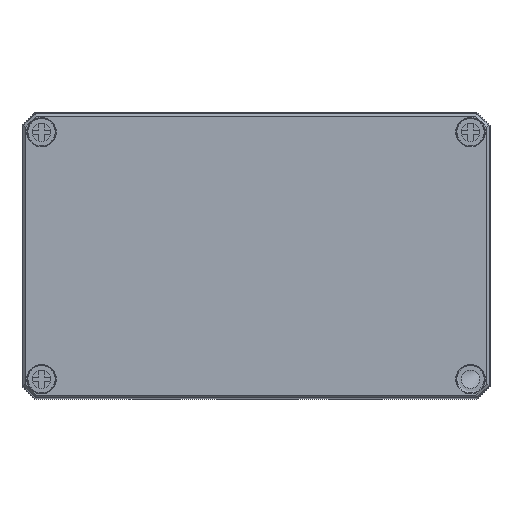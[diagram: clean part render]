
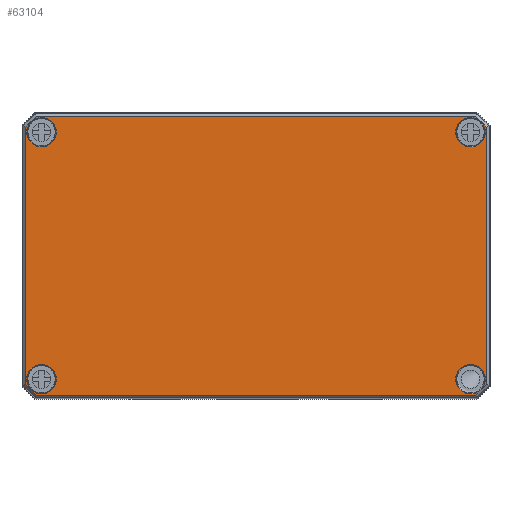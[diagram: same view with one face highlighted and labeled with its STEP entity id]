
A CAD part, top view. The second image highlights one B-rep face of the part: STEP entity #63104.
In plain terms, the highlighted face is planar.
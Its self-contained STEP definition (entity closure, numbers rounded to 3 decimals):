
#4620=FACE_BOUND('',#13272,.T.);
#4621=FACE_BOUND('',#13273,.T.);
#4622=FACE_BOUND('',#13274,.T.);
#4623=FACE_BOUND('',#13275,.T.);
#5862=PLANE('',#66739);
#9410=FACE_OUTER_BOUND('',#13271,.T.);
#13271=EDGE_LOOP('',(#57124,#57125,#57126,#57127,#57128,#57129,#57130,#57131));
#13272=EDGE_LOOP('',(#57132,#57133));
#13273=EDGE_LOOP('',(#57134,#57135));
#13274=EDGE_LOOP('',(#57136,#57137));
#13275=EDGE_LOOP('',(#57138,#57139));
#18265=LINE('',#111198,#23233);
#18266=LINE('',#111200,#23234);
#18267=LINE('',#111202,#23235);
#18268=LINE('',#111204,#23236);
#18269=LINE('',#111206,#23237);
#18270=LINE('',#111208,#23238);
#18271=LINE('',#111210,#23239);
#18272=LINE('',#111211,#23240);
#23233=VECTOR('',#78184,10.);
#23234=VECTOR('',#78185,10.);
#23235=VECTOR('',#78186,10.);
#23236=VECTOR('',#78187,10.);
#23237=VECTOR('',#78188,10.);
#23238=VECTOR('',#78189,10.);
#23239=VECTOR('',#78190,10.);
#23240=VECTOR('',#78191,10.);
#24986=CIRCLE('',#66728,5.672);
#24991=CIRCLE('',#66733,5.672);
#24996=CIRCLE('',#66740,5.672);
#24997=CIRCLE('',#66741,5.672);
#24998=CIRCLE('',#66742,5.672);
#24999=CIRCLE('',#66743,5.672);
#25000=CIRCLE('',#66744,5.672);
#25001=CIRCLE('',#66745,5.672);
#30848=VERTEX_POINT('',#111099);
#30849=VERTEX_POINT('',#111100);
#30870=VERTEX_POINT('',#111196);
#30871=VERTEX_POINT('',#111197);
#30872=VERTEX_POINT('',#111199);
#30873=VERTEX_POINT('',#111201);
#30874=VERTEX_POINT('',#111203);
#30875=VERTEX_POINT('',#111205);
#30876=VERTEX_POINT('',#111207);
#30877=VERTEX_POINT('',#111209);
#30878=VERTEX_POINT('',#111212);
#30879=VERTEX_POINT('',#111213);
#30880=VERTEX_POINT('',#111216);
#30881=VERTEX_POINT('',#111217);
#30882=VERTEX_POINT('',#111220);
#30883=VERTEX_POINT('',#111221);
#39681=EDGE_CURVE('',#30848,#30849,#24986,.T.);
#39686=EDGE_CURVE('',#30849,#30848,#24991,.T.);
#39705=EDGE_CURVE('',#30870,#30871,#18265,.T.);
#39706=EDGE_CURVE('',#30872,#30870,#18266,.T.);
#39707=EDGE_CURVE('',#30873,#30872,#18267,.T.);
#39708=EDGE_CURVE('',#30874,#30873,#18268,.T.);
#39709=EDGE_CURVE('',#30875,#30874,#18269,.T.);
#39710=EDGE_CURVE('',#30876,#30875,#18270,.T.);
#39711=EDGE_CURVE('',#30877,#30876,#18271,.T.);
#39712=EDGE_CURVE('',#30871,#30877,#18272,.T.);
#39713=EDGE_CURVE('',#30878,#30879,#24996,.T.);
#39714=EDGE_CURVE('',#30879,#30878,#24997,.T.);
#39715=EDGE_CURVE('',#30880,#30881,#24998,.T.);
#39716=EDGE_CURVE('',#30881,#30880,#24999,.T.);
#39717=EDGE_CURVE('',#30882,#30883,#25000,.T.);
#39718=EDGE_CURVE('',#30883,#30882,#25001,.T.);
#57124=ORIENTED_EDGE('',*,*,#39705,.F.);
#57125=ORIENTED_EDGE('',*,*,#39706,.F.);
#57126=ORIENTED_EDGE('',*,*,#39707,.F.);
#57127=ORIENTED_EDGE('',*,*,#39708,.F.);
#57128=ORIENTED_EDGE('',*,*,#39709,.F.);
#57129=ORIENTED_EDGE('',*,*,#39710,.F.);
#57130=ORIENTED_EDGE('',*,*,#39711,.F.);
#57131=ORIENTED_EDGE('',*,*,#39712,.F.);
#57132=ORIENTED_EDGE('',*,*,#39713,.F.);
#57133=ORIENTED_EDGE('',*,*,#39714,.F.);
#57134=ORIENTED_EDGE('',*,*,#39715,.F.);
#57135=ORIENTED_EDGE('',*,*,#39716,.F.);
#57136=ORIENTED_EDGE('',*,*,#39717,.F.);
#57137=ORIENTED_EDGE('',*,*,#39718,.F.);
#57138=ORIENTED_EDGE('',*,*,#39681,.F.);
#57139=ORIENTED_EDGE('',*,*,#39686,.F.);
#63104=ADVANCED_FACE('',(#9410,#4620,#4621,#4622,#4623),#5862,.F.);
#66728=AXIS2_PLACEMENT_3D('',#111101,#78159,#78160);
#66733=AXIS2_PLACEMENT_3D('',#111109,#78169,#78170);
#66739=AXIS2_PLACEMENT_3D('',#111195,#78182,#78183);
#66740=AXIS2_PLACEMENT_3D('',#111214,#78192,#78193);
#66741=AXIS2_PLACEMENT_3D('',#111215,#78194,#78195);
#66742=AXIS2_PLACEMENT_3D('',#111218,#78196,#78197);
#66743=AXIS2_PLACEMENT_3D('',#111219,#78198,#78199);
#66744=AXIS2_PLACEMENT_3D('',#111222,#78200,#78201);
#66745=AXIS2_PLACEMENT_3D('',#111223,#78202,#78203);
#78159=DIRECTION('center_axis',(0.,1.,0.));
#78160=DIRECTION('ref_axis',(1.,0.,0.));
#78169=DIRECTION('center_axis',(0.,1.,0.));
#78170=DIRECTION('ref_axis',(1.,0.,0.));
#78182=DIRECTION('center_axis',(0.,-1.,0.));
#78183=DIRECTION('ref_axis',(0.,0.,-1.));
#78184=DIRECTION('',(-0.707,0.,0.707));
#78185=DIRECTION('',(0.,0.,1.));
#78186=DIRECTION('',(0.707,0.,0.707));
#78187=DIRECTION('',(1.,0.,0.));
#78188=DIRECTION('',(0.707,0.,-0.707));
#78189=DIRECTION('',(0.,0.,-1.));
#78190=DIRECTION('',(-0.707,0.,-0.707));
#78191=DIRECTION('',(-1.,0.,0.));
#78192=DIRECTION('center_axis',(0.,1.,0.));
#78193=DIRECTION('ref_axis',(-1.,0.,0.));
#78194=DIRECTION('center_axis',(0.,1.,0.));
#78195=DIRECTION('ref_axis',(-1.,0.,0.));
#78196=DIRECTION('center_axis',(0.,1.,0.));
#78197=DIRECTION('ref_axis',(1.,0.,0.));
#78198=DIRECTION('center_axis',(0.,1.,0.));
#78199=DIRECTION('ref_axis',(1.,0.,0.));
#78200=DIRECTION('center_axis',(0.,1.,0.));
#78201=DIRECTION('ref_axis',(-1.,0.,0.));
#78202=DIRECTION('center_axis',(0.,1.,0.));
#78203=DIRECTION('ref_axis',(-1.,0.,0.));
#111099=CARTESIAN_POINT('',(-88.172,39.,-47.5));
#111100=CARTESIAN_POINT('',(-82.5,39.,-41.828));
#111101=CARTESIAN_POINT('Origin',(-82.5,39.,-47.5));
#111109=CARTESIAN_POINT('Origin',(-82.5,39.,-47.5));
#111195=CARTESIAN_POINT('Origin',(0.,39.,0.));
#111196=CARTESIAN_POINT('',(88.66,39.,49.445));
#111197=CARTESIAN_POINT('',(84.445,39.,53.66));
#111198=CARTESIAN_POINT('',(79.052,39.,59.052));
#111199=CARTESIAN_POINT('',(88.66,39.,-49.445));
#111200=CARTESIAN_POINT('',(88.66,39.,-25.));
#111201=CARTESIAN_POINT('',(84.445,39.,-53.66));
#111202=CARTESIAN_POINT('',(76.552,39.,-61.552));
#111203=CARTESIAN_POINT('',(-84.445,39.,-53.66));
#111204=CARTESIAN_POINT('',(-42.5,39.,-53.66));
#111205=CARTESIAN_POINT('',(-88.66,39.,-49.445));
#111206=CARTESIAN_POINT('',(-79.052,39.,-59.052));
#111207=CARTESIAN_POINT('',(-88.66,39.,49.445));
#111208=CARTESIAN_POINT('',(-88.66,39.,25.));
#111209=CARTESIAN_POINT('',(-84.445,39.,53.66));
#111210=CARTESIAN_POINT('',(-76.552,39.,61.552));
#111211=CARTESIAN_POINT('',(42.5,39.,53.66));
#111212=CARTESIAN_POINT('',(88.172,39.,-47.5));
#111213=CARTESIAN_POINT('',(82.5,39.,-41.828));
#111214=CARTESIAN_POINT('Origin',(82.5,39.,-47.5));
#111215=CARTESIAN_POINT('Origin',(82.5,39.,-47.5));
#111216=CARTESIAN_POINT('',(-88.172,39.,47.5));
#111217=CARTESIAN_POINT('',(-82.5,39.,53.172));
#111218=CARTESIAN_POINT('Origin',(-82.5,39.,47.5));
#111219=CARTESIAN_POINT('Origin',(-82.5,39.,47.5));
#111220=CARTESIAN_POINT('',(88.172,39.,47.5));
#111221=CARTESIAN_POINT('',(82.5,39.,53.172));
#111222=CARTESIAN_POINT('Origin',(82.5,39.,47.5));
#111223=CARTESIAN_POINT('Origin',(82.5,39.,47.5));
